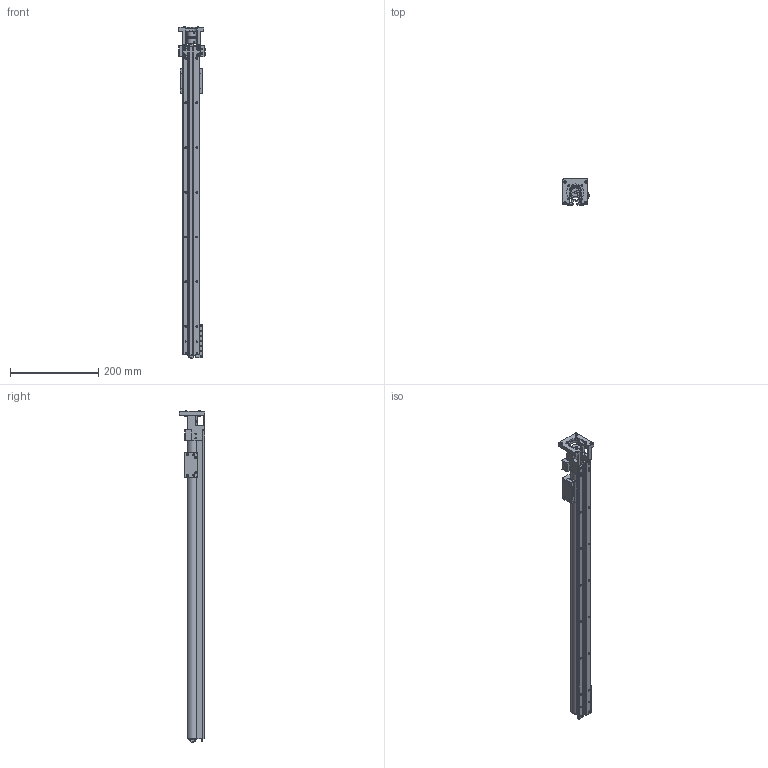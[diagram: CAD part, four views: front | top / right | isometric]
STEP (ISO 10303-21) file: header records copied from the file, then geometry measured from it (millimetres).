
FILE_DESCRIPTION (( 'STEP AP214' ), '1' );
FILE_NAME ('LACP2-16T24LP5.step', '2017-08-21T19:44:04', ( '' ), ( '' ), 'SwSTEP 2.0', 'SolidWorks 2017', '' );
FILE_SCHEMA (( 'AUTOMOTIVE_DESIGN' ));
Length unit declared in the file: inch
Products named in the file (3): LACP2-16T24LP5_BLOCK; LACP2-16T24LP5_BODY; LACP2-16T24LP5
Assembly tree (2 placements, depth 2):
  LACP2-16T24LP5
    LACP2-16T24LP5_BODY
    LACP2-16T24LP5_BLOCK
Bounding box: 60.2 x 57.78 x 754.39 mm (x, y, z)
Volume: 464187.2 mm3; surface area: 277025.2 mm2
Topology: 47 solids, 49 shells, 1257 faces, 3109 edges, 1964 vertices
Faces by surface type: plane 504, cylinder 483, cone 223, bspline 39, torus 8
Entity records: 39948 total; most frequent: CARTESIAN_POINT 8614, DIRECTION 6695, ORIENTED_EDGE 6118, EDGE_CURVE 3059, AXIS2_PLACEMENT_3D 2489, VERTEX_POINT 1964, LINE 1717, VECTOR 1717
